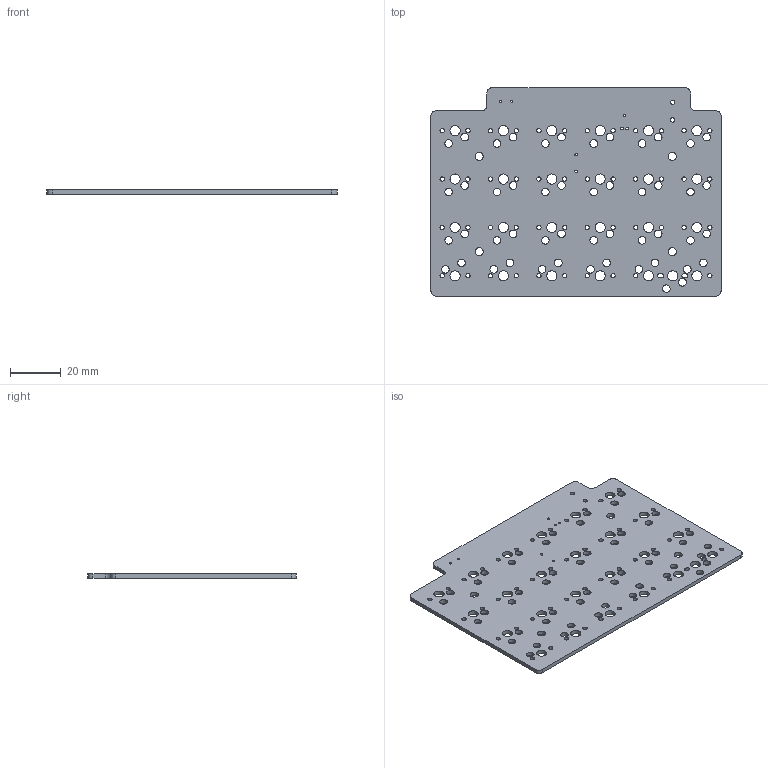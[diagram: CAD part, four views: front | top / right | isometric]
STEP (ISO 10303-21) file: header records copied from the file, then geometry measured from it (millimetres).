
FILE_DESCRIPTION(('KiCad electronic assembly'),'2;1');
FILE_NAME('vitamins_included.stp','2018-07-19T13:19:09',('An Author'),( 'A Company'),'Open CASCADE STEP processor 6.8', 'KiCad to STEP converter','Unknown');
FILE_SCHEMA(('AUTOMOTIVE_DESIGN_CC2 { 1 2 10303 214 -1 1 5 4 }'));
Length unit declared in the file: millimetre
Products named in the file (2): Open CASCADE STEP translator 6.8 1; COMPOUND
Assembly tree (1 placements, depth 2):
  Open CASCADE STEP translator 6.8 1
    COMPOUND
Bounding box: 114.25 x 82 x 1.6 mm (x, y, z)
Volume: 13181.7 mm3; surface area: 18880.6 mm2
Topology: 1 solids, 1 shells, 158 faces, 468 edges, 312 vertices
Faces by surface type: cylinder 148, plane 10
Full cylindrical faces by diameter (mm): 0.9 x2, 0.991 x3, 1 x2, 1.7 x48, 3 x50, 3.2 x4, 4 x25
Entity records: 12135 total; most frequent: DIRECTION 2012, CARTESIAN_POINT 1884, ORIENTED_EDGE 936, PCURVE 936, DEFINITIONAL_REPRESENTATION 936, LINE 804, VECTOR 804, CIRCLE 592
